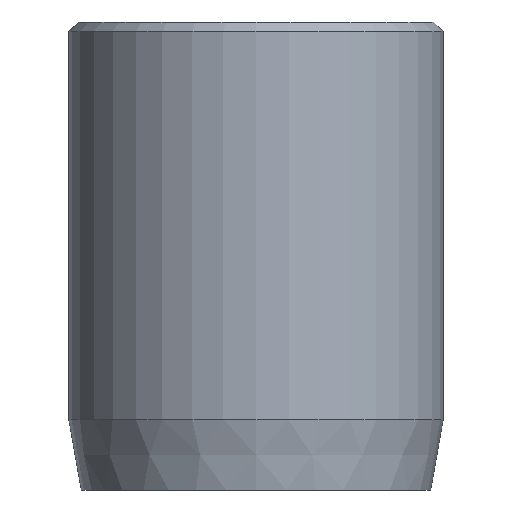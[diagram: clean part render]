
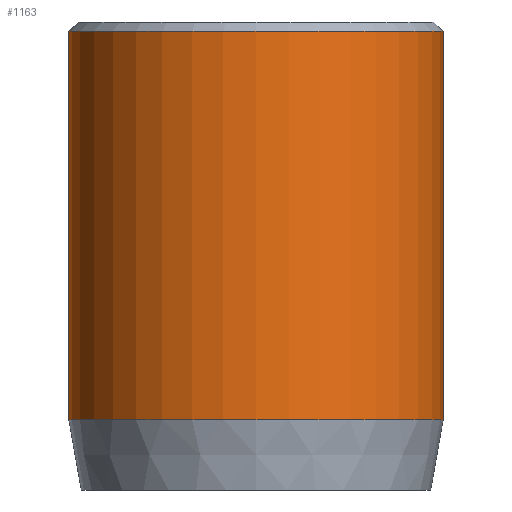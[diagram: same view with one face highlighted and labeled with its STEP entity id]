
A CAD part, front view. The second image highlights one B-rep face of the part: STEP entity #1163.
In plain terms, the highlighted cylindrical face has radius 4 mm (diameter 8 mm), a partial arc.
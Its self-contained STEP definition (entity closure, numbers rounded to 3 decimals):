
#10 = LINE ( 'NONE', #390, #1219 ) ;
#19 = CARTESIAN_POINT ( 'NONE',  ( 4., 0., 9.8 ) ) ;
#44 = DIRECTION ( 'NONE',  ( 1., 0., 0. ) ) ;
#96 = FACE_OUTER_BOUND ( 'NONE', #444, .T. ) ;
#182 = VERTEX_POINT ( 'NONE', #616 ) ;
#276 = VERTEX_POINT ( 'NONE', #1044 ) ;
#362 = VERTEX_POINT ( 'NONE', #19 ) ;
#390 = CARTESIAN_POINT ( 'NONE',  ( -4., 0., 10. ) ) ;
#395 = ORIENTED_EDGE ( 'NONE', *, *, #966, .T. ) ;
#421 = VECTOR ( 'NONE', #1058, 1000. ) ;
#424 = CARTESIAN_POINT ( 'NONE',  ( 4., 0., 10. ) ) ;
#429 = AXIS2_PLACEMENT_3D ( 'NONE', #1187, #655, #44 ) ;
#444 = EDGE_LOOP ( 'NONE', ( #907, #666, #395, #1062 ) ) ;
#465 = CIRCLE ( 'NONE', #429, 4. ) ;
#505 = DIRECTION ( 'NONE',  ( 1., 0., 0. ) ) ;
#509 = DIRECTION ( 'NONE',  ( 0., 0., 1. ) ) ;
#531 = CARTESIAN_POINT ( 'NONE',  ( 0., 0., 1.5 ) ) ;
#536 = DIRECTION ( 'NONE',  ( 0., 0., -1. ) ) ;
#610 = CYLINDRICAL_SURFACE ( 'NONE', #789, 4. ) ;
#616 = CARTESIAN_POINT ( 'NONE',  ( 4., 0., 1.5 ) ) ;
#655 = DIRECTION ( 'NONE',  ( 0., 0., -1. ) ) ;
#666 = ORIENTED_EDGE ( 'NONE', *, *, #857, .T. ) ;
#708 = DIRECTION ( 'NONE',  ( -1., 0., 0. ) ) ;
#709 = EDGE_CURVE ( 'NONE', #1149, #182, #1060, .T. ) ;
#789 = AXIS2_PLACEMENT_3D ( 'NONE', #1156, #536, #708 ) ;
#857 = EDGE_CURVE ( 'NONE', #362, #276, #465, .T. ) ;
#907 = ORIENTED_EDGE ( 'NONE', *, *, #1088, .F. ) ;
#940 = DIRECTION ( 'NONE',  ( 0., 0., -1. ) ) ;
#966 = EDGE_CURVE ( 'NONE', #276, #1149, #10, .T. ) ;
#1044 = CARTESIAN_POINT ( 'NONE',  ( -4., 0., 9.8 ) ) ;
#1058 = DIRECTION ( 'NONE',  ( 0., 0., -1. ) ) ;
#1060 = CIRCLE ( 'NONE', #1176, 4. ) ;
#1062 = ORIENTED_EDGE ( 'NONE', *, *, #709, .T. ) ;
#1088 = EDGE_CURVE ( 'NONE', #362, #182, #1139, .T. ) ;
#1139 = LINE ( 'NONE', #424, #421 ) ;
#1148 = CARTESIAN_POINT ( 'NONE',  ( -4., 0., 1.5 ) ) ;
#1149 = VERTEX_POINT ( 'NONE', #1148 ) ;
#1156 = CARTESIAN_POINT ( 'NONE',  ( 0., 0., 10. ) ) ;
#1163 = ADVANCED_FACE ( 'NONE', ( #96 ), #610, .T. ) ;
#1176 = AXIS2_PLACEMENT_3D ( 'NONE', #531, #509, #505 ) ;
#1187 = CARTESIAN_POINT ( 'NONE',  ( 0., 0., 9.8 ) ) ;
#1219 = VECTOR ( 'NONE', #940, 1000. ) ;
